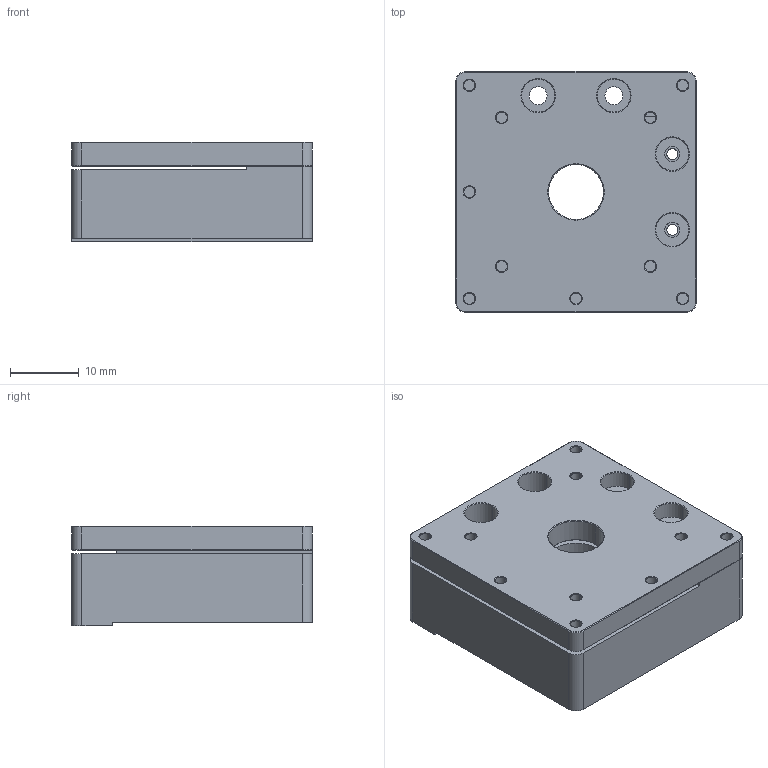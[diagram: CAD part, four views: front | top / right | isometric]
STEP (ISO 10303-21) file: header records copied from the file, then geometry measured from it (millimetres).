
FILE_DESCRIPTION (( 'STEP AP203' ), '1' );
FILE_NAME ('Scanner35-xy.Ultra - web.STEP', '2025-09-01T07:52:26', ( '' ), ( '' ), 'SwSTEP 2.0', 'SolidWorks 2020', '' );
FILE_SCHEMA (( 'CONFIG_CONTROL_DESIGN' ));
Length unit declared in the file: millimetre
Products named in the file (3): CloseLoop-xy-base-web; Scanner35-xy.Ultra - web; ¸´¼þ CloseLoop-xy-table^Scanner35-xy.Ultra - web
Assembly tree (2 placements, depth 2):
  Scanner35-xy.Ultra - web
    ¸´¼þ CloseLoop-xy-table^Scanner35-xy.Ultra - web
    CloseLoop-xy-base-web
Bounding box: 35 x 35 x 14.5 mm (x, y, z)
Volume: 15620.4 mm3; surface area: 7427.9 mm2
Topology: 2 solids, 2 shells, 155 faces, 371 edges, 222 vertices
Faces by surface type: cone 68, cylinder 52, plane 35
Entity records: 4854 total; most frequent: DIRECTION 863, CARTESIAN_POINT 753, ORIENTED_EDGE 742, EDGE_CURVE 371, AXIS2_PLACEMENT_3D 332, VERTEX_POINT 222, VECTOR 199, LINE 199
